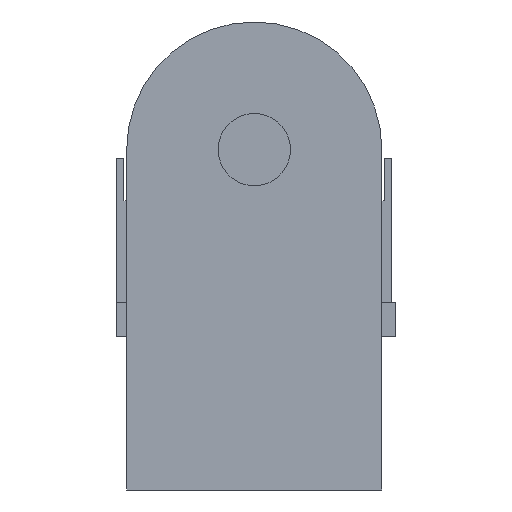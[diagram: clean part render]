
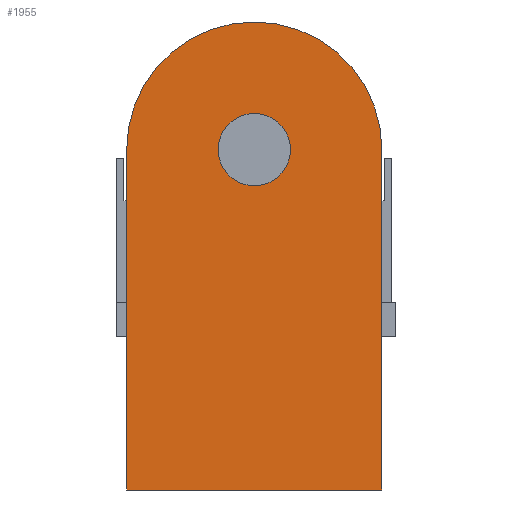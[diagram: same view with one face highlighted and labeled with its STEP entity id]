
A CAD part, front view. The second image highlights one B-rep face of the part: STEP entity #1955.
In plain terms, the highlighted face is planar.
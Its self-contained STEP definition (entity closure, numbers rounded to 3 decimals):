
#56=CIRCLE('',#2190,42.5);
#57=CIRCLE('',#2191,42.5);
#58=CIRCLE('',#2196,150.);
#151=FACE_BOUND('',#316,.T.);
#198=FACE_OUTER_BOUND('',#315,.T.);
#315=EDGE_LOOP('',(#1536,#1537,#1538,#1539));
#316=EDGE_LOOP('',(#1540,#1541));
#481=LINE('',#3031,#725);
#485=LINE('',#3039,#729);
#488=LINE('',#3045,#732);
#725=VECTOR('',#2486,10.);
#729=VECTOR('',#2492,10.);
#732=VECTOR('',#2497,10.);
#933=VERTEX_POINT('',#3023);
#934=VERTEX_POINT('',#3025);
#935=VERTEX_POINT('',#3029);
#936=VERTEX_POINT('',#3030);
#939=VERTEX_POINT('',#3038);
#941=VERTEX_POINT('',#3044);
#1144=EDGE_CURVE('',#934,#933,#56,.T.);
#1145=EDGE_CURVE('',#933,#934,#57,.T.);
#1146=EDGE_CURVE('',#935,#936,#481,.T.);
#1150=EDGE_CURVE('',#939,#935,#485,.T.);
#1153=EDGE_CURVE('',#941,#939,#488,.T.);
#1156=EDGE_CURVE('',#936,#941,#58,.T.);
#1536=ORIENTED_EDGE('',*,*,#1156,.F.);
#1537=ORIENTED_EDGE('',*,*,#1146,.F.);
#1538=ORIENTED_EDGE('',*,*,#1150,.F.);
#1539=ORIENTED_EDGE('',*,*,#1153,.F.);
#1540=ORIENTED_EDGE('',*,*,#1145,.T.);
#1541=ORIENTED_EDGE('',*,*,#1144,.T.);
#1858=PLANE('',#2199);
#1955=ADVANCED_FACE('',(#198,#151),#1858,.F.);
#2190=AXIS2_PLACEMENT_3D('',#3026,#2480,#2481);
#2191=AXIS2_PLACEMENT_3D('',#3027,#2482,#2483);
#2196=AXIS2_PLACEMENT_3D('',#3050,#2502,#2503);
#2199=AXIS2_PLACEMENT_3D('',#3053,#2508,#2509);
#2480=DIRECTION('center_axis',(1.,0.,0.));
#2481=DIRECTION('ref_axis',(0.,1.,0.));
#2482=DIRECTION('center_axis',(1.,0.,0.));
#2483=DIRECTION('ref_axis',(0.,1.,0.));
#2486=DIRECTION('',(0.,1.,0.));
#2492=DIRECTION('',(0.,0.,-1.));
#2497=DIRECTION('',(0.,-1.,0.));
#2502=DIRECTION('center_axis',(1.,0.,0.));
#2503=DIRECTION('ref_axis',(0.,0.,-1.));
#2508=DIRECTION('center_axis',(1.,0.,0.));
#2509=DIRECTION('ref_axis',(0.,0.,-1.));
#3023=CARTESIAN_POINT('',(60.,0.,-42.5));
#3025=CARTESIAN_POINT('',(60.,-42.5,0.));
#3026=CARTESIAN_POINT('Origin',(60.,0.,0.));
#3027=CARTESIAN_POINT('Origin',(60.,0.,0.));
#3029=CARTESIAN_POINT('',(60.,-400.,-150.));
#3030=CARTESIAN_POINT('',(60.,0.,-150.));
#3031=CARTESIAN_POINT('',(60.,-400.,-150.));
#3038=CARTESIAN_POINT('',(60.,-400.,150.));
#3039=CARTESIAN_POINT('',(60.,-400.,150.));
#3044=CARTESIAN_POINT('',(60.,0.,150.));
#3045=CARTESIAN_POINT('',(60.,0.,150.));
#3050=CARTESIAN_POINT('Origin',(60.,0.,0.));
#3053=CARTESIAN_POINT('Origin',(60.,-125.,0.));
